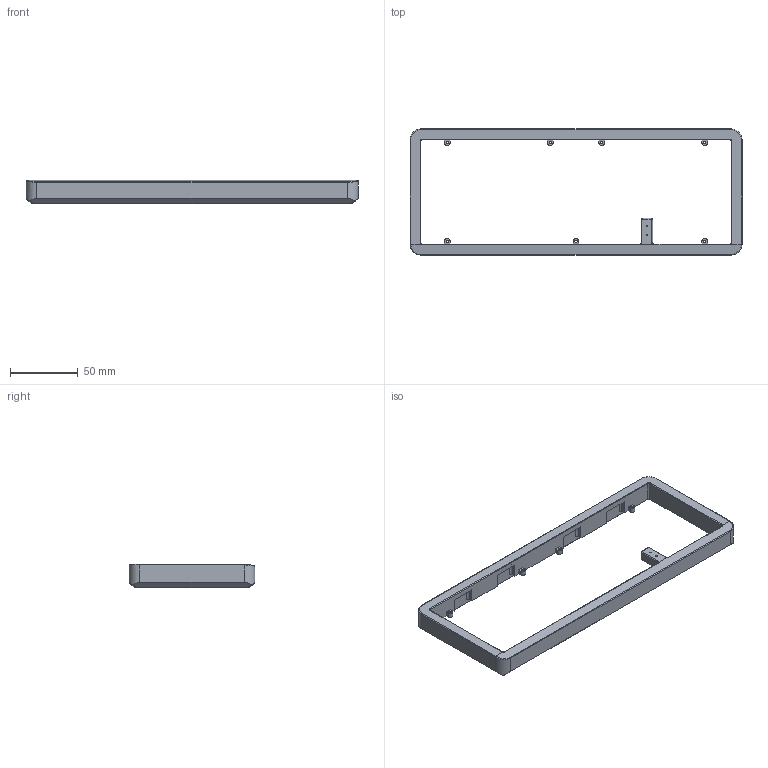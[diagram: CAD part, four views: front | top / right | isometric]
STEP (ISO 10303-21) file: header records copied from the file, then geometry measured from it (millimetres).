
FILE_DESCRIPTION(/* description */ ('','CAx-IF Rec.Pracs.---Representation and Presentation of Product Manufacturing Information (PMI)---4.0---2014-10-13'),/* implementation_level */ '2;1');
FILE_NAME(/* name */ '8d92bc6f-dc83-4047-a5cc-9213eb64a928.stp',/* time_stamp */ '2024-11-21T07:23:46Z',/* author */ (''),/* organization */ (''),/* preprocessor_version */ 'ST-DEVELOPER v20',/* originating_system */ 'Autodesk Translation Framework v13.20.0.188',/* authorisation */ '');
FILE_SCHEMA (('AP242_MANAGED_MODEL_BASED_3D_ENGINEERING_MIM_LF { 1 0 10303 442 1 1 4 }'));
Length unit declared in the file: millimetre
Products named in the file (1): Top Case
Bounding box: 245.6 x 93.2 x 17.5 mm (x, y, z)
Volume: 71671.2 mm3; surface area: 32411.1 mm2
Topology: 1 solids, 1 shells, 188 faces, 535 edges, 340 vertices
Faces by surface type: cylinder 79, plane 77, torus 12, bspline 10, cone 10
Full cylindrical faces by diameter (mm): 1 x2, 1.8 x7, 3 x8, 4 x2
Entity records: 6511 total; most frequent: CARTESIAN_POINT 1498, ORIENTED_EDGE 1054, DIRECTION 1051, EDGE_CURVE 527, AXIS2_PLACEMENT_3D 367, VERTEX_POINT 340, LINE 317, VECTOR 317
